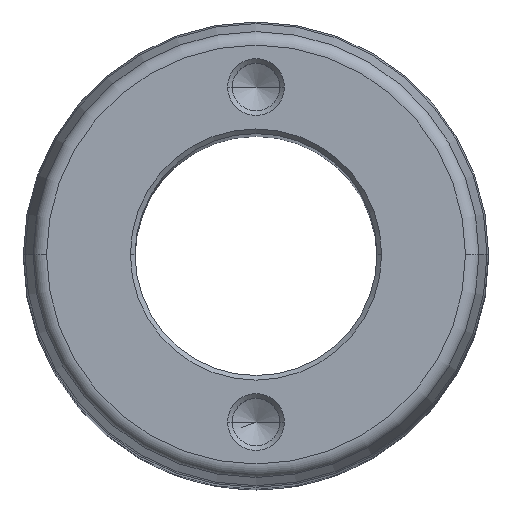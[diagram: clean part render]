
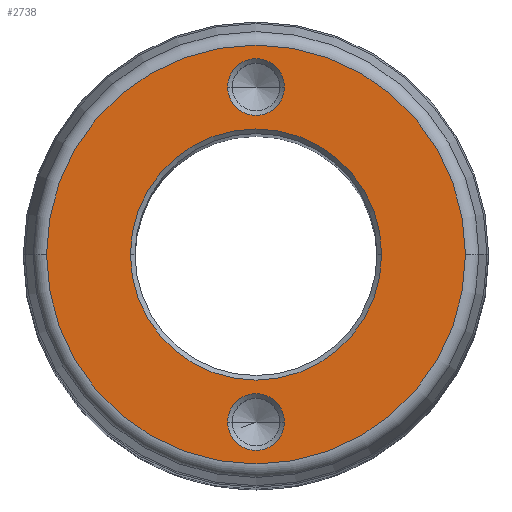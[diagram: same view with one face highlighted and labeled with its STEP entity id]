
A CAD part, top view. The second image highlights one B-rep face of the part: STEP entity #2738.
In plain terms, the highlighted planar face has unit normal (0, 0, 1).
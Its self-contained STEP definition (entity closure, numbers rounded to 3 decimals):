
#54 = CARTESIAN_POINT ( 'NONE',  ( -27., 0., 355. ) ) ;
#66 = AXIS2_PLACEMENT_3D ( 'NONE', #2858, #1140, #2278 ) ;
#249 = EDGE_CURVE ( 'NONE', #2873, #1304, #1793, .T. ) ;
#253 = DIRECTION ( 'NONE',  ( 1., 0., 0. ) ) ;
#289 = CARTESIAN_POINT ( 'NONE',  ( -6.1, 36., 355. ) ) ;
#296 = FACE_BOUND ( 'NONE', #2596, .T. ) ;
#311 = CARTESIAN_POINT ( 'NONE',  ( 0., 36., 355. ) ) ;
#320 = EDGE_CURVE ( 'NONE', #762, #495, #3231, .T. ) ;
#334 = CARTESIAN_POINT ( 'NONE',  ( 0., 0., 355. ) ) ;
#348 = DIRECTION ( 'NONE',  ( 0., 0., 1. ) ) ;
#362 = PLANE ( 'NONE',  #1267 ) ;
#489 = CIRCLE ( 'NONE', #518, 27. ) ;
#492 = DIRECTION ( 'NONE',  ( 0., 0., -1. ) ) ;
#495 = VERTEX_POINT ( 'NONE', #1383 ) ;
#518 = AXIS2_PLACEMENT_3D ( 'NONE', #1662, #492, #529 ) ;
#529 = DIRECTION ( 'NONE',  ( 1., 0., 0. ) ) ;
#611 = FACE_BOUND ( 'NONE', #1982, .T. ) ;
#704 = AXIS2_PLACEMENT_3D ( 'NONE', #311, #3172, #1590 ) ;
#729 = VERTEX_POINT ( 'NONE', #54 ) ;
#762 = VERTEX_POINT ( 'NONE', #2420 ) ;
#849 = CARTESIAN_POINT ( 'NONE',  ( 0., 0., 355. ) ) ;
#858 = CARTESIAN_POINT ( 'NONE',  ( 0., -36., 355. ) ) ;
#907 = DIRECTION ( 'NONE',  ( 1., 0., 0. ) ) ;
#961 = EDGE_CURVE ( 'NONE', #495, #762, #1865, .T. ) ;
#1053 = CARTESIAN_POINT ( 'NONE',  ( 0., 0., 355. ) ) ;
#1140 = DIRECTION ( 'NONE',  ( 0., 0., -1. ) ) ;
#1267 = AXIS2_PLACEMENT_3D ( 'NONE', #334, #348, #907 ) ;
#1277 = CIRCLE ( 'NONE', #2185, 45.019 ) ;
#1286 = ORIENTED_EDGE ( 'NONE', *, *, #1572, .T. ) ;
#1304 = VERTEX_POINT ( 'NONE', #1494 ) ;
#1326 = EDGE_LOOP ( 'NONE', ( #2349, #2942 ) ) ;
#1373 = CARTESIAN_POINT ( 'NONE',  ( 0., -36., 355. ) ) ;
#1383 = CARTESIAN_POINT ( 'NONE',  ( -6.1, -36., 355. ) ) ;
#1494 = CARTESIAN_POINT ( 'NONE',  ( 6.1, 36., 355. ) ) ;
#1572 = EDGE_CURVE ( 'NONE', #1597, #2131, #1277, .T. ) ;
#1590 = DIRECTION ( 'NONE',  ( 1., 0., 0. ) ) ;
#1597 = VERTEX_POINT ( 'NONE', #3138 ) ;
#1662 = CARTESIAN_POINT ( 'NONE',  ( 0., 0., 355. ) ) ;
#1793 = CIRCLE ( 'NONE', #2598, 6.1 ) ;
#1844 = EDGE_LOOP ( 'NONE', ( #3687, #1286 ) ) ;
#1865 = CIRCLE ( 'NONE', #2275, 6.1 ) ;
#1904 = CARTESIAN_POINT ( 'NONE',  ( 45.019, 0., 355. ) ) ;
#1933 = EDGE_CURVE ( 'NONE', #3000, #729, #3575, .T. ) ;
#1940 = ORIENTED_EDGE ( 'NONE', *, *, #2525, .T. ) ;
#1982 = EDGE_LOOP ( 'NONE', ( #2711, #2586 ) ) ;
#2028 = EDGE_CURVE ( 'NONE', #2131, #1597, #2817, .T. ) ;
#2034 = FACE_OUTER_BOUND ( 'NONE', #1844, .T. ) ;
#2107 = AXIS2_PLACEMENT_3D ( 'NONE', #1053, #3613, #2734 ) ;
#2131 = VERTEX_POINT ( 'NONE', #1904 ) ;
#2150 = CARTESIAN_POINT ( 'NONE',  ( 27., 0., 355. ) ) ;
#2185 = AXIS2_PLACEMENT_3D ( 'NONE', #849, #3423, #2837 ) ;
#2221 = DIRECTION ( 'NONE',  ( 0., 0., -1. ) ) ;
#2245 = DIRECTION ( 'NONE',  ( 0., 0., -1. ) ) ;
#2275 = AXIS2_PLACEMENT_3D ( 'NONE', #858, #2245, #2846 ) ;
#2278 = DIRECTION ( 'NONE',  ( 1., 0., 0. ) ) ;
#2349 = ORIENTED_EDGE ( 'NONE', *, *, #2534, .T. ) ;
#2420 = CARTESIAN_POINT ( 'NONE',  ( 6.1, -36., 355. ) ) ;
#2525 = EDGE_CURVE ( 'NONE', #729, #3000, #489, .T. ) ;
#2526 = DIRECTION ( 'NONE',  ( 1., 0., 0. ) ) ;
#2534 = EDGE_CURVE ( 'NONE', #1304, #2873, #3296, .T. ) ;
#2586 = ORIENTED_EDGE ( 'NONE', *, *, #961, .T. ) ;
#2596 = EDGE_LOOP ( 'NONE', ( #2650, #1940 ) ) ;
#2598 = AXIS2_PLACEMENT_3D ( 'NONE', #3673, #2221, #2526 ) ;
#2650 = ORIENTED_EDGE ( 'NONE', *, *, #1933, .T. ) ;
#2711 = ORIENTED_EDGE ( 'NONE', *, *, #320, .T. ) ;
#2734 = DIRECTION ( 'NONE',  ( 1., 0., 0. ) ) ;
#2738 = ADVANCED_FACE ( 'NONE', ( #611, #3425, #296, #2034 ), #362, .T. ) ;
#2817 = CIRCLE ( 'NONE', #2107, 45.019 ) ;
#2837 = DIRECTION ( 'NONE',  ( 1., 0., 0. ) ) ;
#2846 = DIRECTION ( 'NONE',  ( 1., 0., 0. ) ) ;
#2858 = CARTESIAN_POINT ( 'NONE',  ( 0., 0., 355. ) ) ;
#2873 = VERTEX_POINT ( 'NONE', #289 ) ;
#2924 = AXIS2_PLACEMENT_3D ( 'NONE', #1373, #3351, #253 ) ;
#2942 = ORIENTED_EDGE ( 'NONE', *, *, #249, .T. ) ;
#3000 = VERTEX_POINT ( 'NONE', #2150 ) ;
#3138 = CARTESIAN_POINT ( 'NONE',  ( -45.019, 0., 355. ) ) ;
#3172 = DIRECTION ( 'NONE',  ( 0., 0., -1. ) ) ;
#3231 = CIRCLE ( 'NONE', #2924, 6.1 ) ;
#3296 = CIRCLE ( 'NONE', #704, 6.1 ) ;
#3351 = DIRECTION ( 'NONE',  ( 0., 0., -1. ) ) ;
#3423 = DIRECTION ( 'NONE',  ( 0., 0., 1. ) ) ;
#3425 = FACE_BOUND ( 'NONE', #1326, .T. ) ;
#3575 = CIRCLE ( 'NONE', #66, 27. ) ;
#3613 = DIRECTION ( 'NONE',  ( 0., 0., 1. ) ) ;
#3673 = CARTESIAN_POINT ( 'NONE',  ( 0., 36., 355. ) ) ;
#3687 = ORIENTED_EDGE ( 'NONE', *, *, #2028, .T. ) ;
